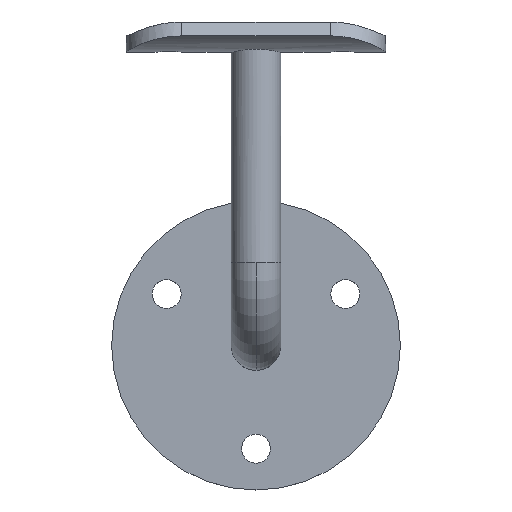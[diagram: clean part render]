
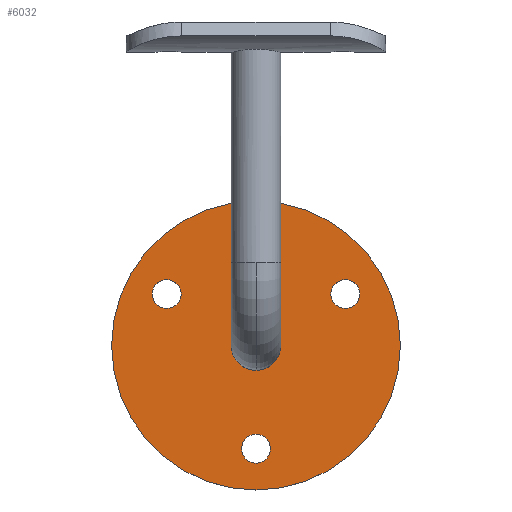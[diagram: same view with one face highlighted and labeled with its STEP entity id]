
A CAD part, top view. The second image highlights one B-rep face of the part: STEP entity #6032.
In plain terms, the highlighted planar face has unit normal (0, 0, 1).
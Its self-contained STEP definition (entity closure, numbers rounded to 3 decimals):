
#36 = VERTEX_POINT ( 'NONE', #121 ) ;
#121 = CARTESIAN_POINT ( 'NONE',  ( -25.151, 12.5, 4. ) ) ;
#215 = CARTESIAN_POINT ( 'NONE',  ( -35., 0., 4. ) ) ;
#504 = DIRECTION ( 'NONE',  ( 1., 0., 0. ) ) ;
#508 = CIRCLE ( 'NONE', #7685, 6. ) ;
#514 = ORIENTED_EDGE ( 'NONE', *, *, #14309, .F. ) ;
#591 = DIRECTION ( 'NONE',  ( 0., 0., 1. ) ) ;
#1009 = VERTEX_POINT ( 'NONE', #4855 ) ;
#1350 = CARTESIAN_POINT ( 'NONE',  ( -18.151, 12.5, 4. ) ) ;
#1565 = EDGE_LOOP ( 'NONE', ( #3068, #14422 ) ) ;
#1581 = EDGE_LOOP ( 'NONE', ( #12669, #7500 ) ) ;
#1854 = ORIENTED_EDGE ( 'NONE', *, *, #3026, .F. ) ;
#2060 = CIRCLE ( 'NONE', #5551, 3.5 ) ;
#2090 = VERTEX_POINT ( 'NONE', #5812 ) ;
#2182 = CARTESIAN_POINT ( 'NONE',  ( 35., 0., 4. ) ) ;
#2445 = DIRECTION ( 'NONE',  ( 1., 0., 0. ) ) ;
#2687 = CARTESIAN_POINT ( 'NONE',  ( 0., 0., 4. ) ) ;
#2870 = DIRECTION ( 'NONE',  ( 0., 0., 1. ) ) ;
#2889 = VERTEX_POINT ( 'NONE', #215 ) ;
#3026 = EDGE_CURVE ( 'NONE', #7474, #36, #7161, .T. ) ;
#3068 = ORIENTED_EDGE ( 'NONE', *, *, #9149, .F. ) ;
#3077 = DIRECTION ( 'NONE',  ( 0., 0., 1. ) ) ;
#3126 = DIRECTION ( 'NONE',  ( -1., 0., 0. ) ) ;
#3189 = DIRECTION ( 'NONE',  ( 0., 0., 1. ) ) ;
#3382 = DIRECTION ( 'NONE',  ( 0., 0., 1. ) ) ;
#3503 = DIRECTION ( 'NONE',  ( 0., 0., 1. ) ) ;
#3546 = AXIS2_PLACEMENT_3D ( 'NONE', #6673, #14732, #7737 ) ;
#3846 = CARTESIAN_POINT ( 'NONE',  ( -21.651, 12.5, 4. ) ) ;
#4306 = CARTESIAN_POINT ( 'NONE',  ( 0., 0., 4. ) ) ;
#4598 = DIRECTION ( 'NONE',  ( 0., 0., 1. ) ) ;
#4612 = EDGE_CURVE ( 'NONE', #8574, #1009, #8049, .T. ) ;
#4680 = AXIS2_PLACEMENT_3D ( 'NONE', #2687, #591, #504 ) ;
#4855 = CARTESIAN_POINT ( 'NONE',  ( -6., 0., 4. ) ) ;
#4875 = PLANE ( 'NONE',  #6797 ) ;
#4968 = FACE_OUTER_BOUND ( 'NONE', #1581, .T. ) ;
#5076 = VERTEX_POINT ( 'NONE', #9226 ) ;
#5207 = EDGE_LOOP ( 'NONE', ( #13784, #514 ) ) ;
#5242 = AXIS2_PLACEMENT_3D ( 'NONE', #10331, #3503, #11496 ) ;
#5400 = VERTEX_POINT ( 'NONE', #8733 ) ;
#5491 = CIRCLE ( 'NONE', #5242, 35. ) ;
#5514 = FACE_BOUND ( 'NONE', #6958, .T. ) ;
#5551 = AXIS2_PLACEMENT_3D ( 'NONE', #7629, #2870, #7426 ) ;
#5705 = CARTESIAN_POINT ( 'NONE',  ( 0., -25., 4. ) ) ;
#5812 = CARTESIAN_POINT ( 'NONE',  ( 3.5, -25., 4. ) ) ;
#5864 = FACE_BOUND ( 'NONE', #5207, .T. ) ;
#6032 = ADVANCED_FACE ( 'NONE', ( #14617, #5514, #4968, #5864, #7311 ), #4875, .T. ) ;
#6307 = ORIENTED_EDGE ( 'NONE', *, *, #13891, .F. ) ;
#6406 = EDGE_CURVE ( 'NONE', #2889, #14248, #13878, .T. ) ;
#6613 = AXIS2_PLACEMENT_3D ( 'NONE', #5705, #4598, #10282 ) ;
#6673 = CARTESIAN_POINT ( 'NONE',  ( 21.651, 12.5, 4. ) ) ;
#6797 = AXIS2_PLACEMENT_3D ( 'NONE', #8625, #7534, #9662 ) ;
#6958 = EDGE_LOOP ( 'NONE', ( #6307, #1854 ) ) ;
#7099 = AXIS2_PLACEMENT_3D ( 'NONE', #7648, #3077, #3126 ) ;
#7161 = CIRCLE ( 'NONE', #14604, 3.5 ) ;
#7311 = FACE_BOUND ( 'NONE', #1565, .T. ) ;
#7426 = DIRECTION ( 'NONE',  ( -1., 0., 0. ) ) ;
#7474 = VERTEX_POINT ( 'NONE', #1350 ) ;
#7500 = ORIENTED_EDGE ( 'NONE', *, *, #9425, .T. ) ;
#7534 = DIRECTION ( 'NONE',  ( 0., 0., 1. ) ) ;
#7607 = CARTESIAN_POINT ( 'NONE',  ( 18.151, 12.5, 4. ) ) ;
#7629 = CARTESIAN_POINT ( 'NONE',  ( 21.651, 12.5, 4. ) ) ;
#7648 = CARTESIAN_POINT ( 'NONE',  ( -21.651, 12.5, 4. ) ) ;
#7685 = AXIS2_PLACEMENT_3D ( 'NONE', #4306, #12392, #10007 ) ;
#7691 = CIRCLE ( 'NONE', #13562, 3.5 ) ;
#7737 = DIRECTION ( 'NONE',  ( -1., 0., 0. ) ) ;
#7847 = EDGE_CURVE ( 'NONE', #5076, #2090, #7691, .T. ) ;
#7907 = ORIENTED_EDGE ( 'NONE', *, *, #4612, .F. ) ;
#8049 = CIRCLE ( 'NONE', #11661, 6. ) ;
#8054 = CARTESIAN_POINT ( 'NONE',  ( 0., 0., 4. ) ) ;
#8574 = VERTEX_POINT ( 'NONE', #12543 ) ;
#8625 = CARTESIAN_POINT ( 'NONE',  ( 0., 0., 4. ) ) ;
#8733 = CARTESIAN_POINT ( 'NONE',  ( 25.151, 12.5, 4. ) ) ;
#9149 = EDGE_CURVE ( 'NONE', #14611, #5400, #9759, .T. ) ;
#9226 = CARTESIAN_POINT ( 'NONE',  ( -3.5, -25., 4. ) ) ;
#9227 = EDGE_CURVE ( 'NONE', #1009, #8574, #508, .T. ) ;
#9425 = EDGE_CURVE ( 'NONE', #14248, #2889, #5491, .T. ) ;
#9662 = DIRECTION ( 'NONE',  ( 1., 0., 0. ) ) ;
#9759 = CIRCLE ( 'NONE', #3546, 3.5 ) ;
#10007 = DIRECTION ( 'NONE',  ( 1., 0., 0. ) ) ;
#10130 = CARTESIAN_POINT ( 'NONE',  ( 0., -25., 4. ) ) ;
#10167 = DIRECTION ( 'NONE',  ( -1., 0., 0. ) ) ;
#10282 = DIRECTION ( 'NONE',  ( -1., 0., 0. ) ) ;
#10331 = CARTESIAN_POINT ( 'NONE',  ( 0., 0., 4. ) ) ;
#11141 = EDGE_LOOP ( 'NONE', ( #13838, #7907 ) ) ;
#11496 = DIRECTION ( 'NONE',  ( 1., 0., 0. ) ) ;
#11661 = AXIS2_PLACEMENT_3D ( 'NONE', #8054, #3382, #2445 ) ;
#11967 = DIRECTION ( 'NONE',  ( 0., 0., 1. ) ) ;
#12392 = DIRECTION ( 'NONE',  ( 0., 0., 1. ) ) ;
#12543 = CARTESIAN_POINT ( 'NONE',  ( 6., 0., 4. ) ) ;
#12553 = CIRCLE ( 'NONE', #7099, 3.5 ) ;
#12669 = ORIENTED_EDGE ( 'NONE', *, *, #6406, .T. ) ;
#12958 = DIRECTION ( 'NONE',  ( -1., 0., 0. ) ) ;
#13431 = EDGE_CURVE ( 'NONE', #5400, #14611, #2060, .T. ) ;
#13562 = AXIS2_PLACEMENT_3D ( 'NONE', #10130, #3189, #10167 ) ;
#13784 = ORIENTED_EDGE ( 'NONE', *, *, #7847, .F. ) ;
#13838 = ORIENTED_EDGE ( 'NONE', *, *, #9227, .F. ) ;
#13878 = CIRCLE ( 'NONE', #4680, 35. ) ;
#13891 = EDGE_CURVE ( 'NONE', #36, #7474, #12553, .T. ) ;
#14248 = VERTEX_POINT ( 'NONE', #2182 ) ;
#14309 = EDGE_CURVE ( 'NONE', #2090, #5076, #14684, .T. ) ;
#14422 = ORIENTED_EDGE ( 'NONE', *, *, #13431, .F. ) ;
#14604 = AXIS2_PLACEMENT_3D ( 'NONE', #3846, #11967, #12958 ) ;
#14611 = VERTEX_POINT ( 'NONE', #7607 ) ;
#14617 = FACE_BOUND ( 'NONE', #11141, .T. ) ;
#14684 = CIRCLE ( 'NONE', #6613, 3.5 ) ;
#14732 = DIRECTION ( 'NONE',  ( 0., 0., 1. ) ) ;
